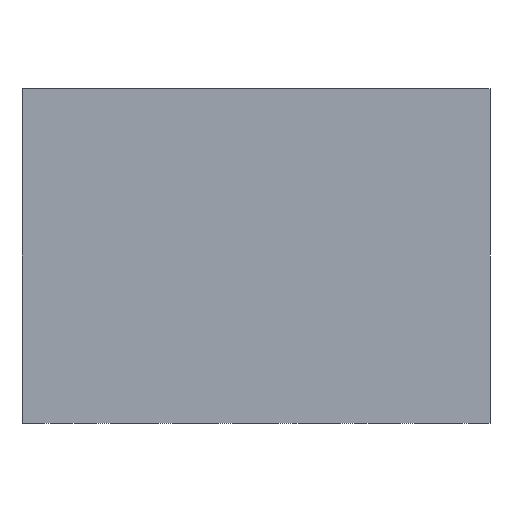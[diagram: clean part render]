
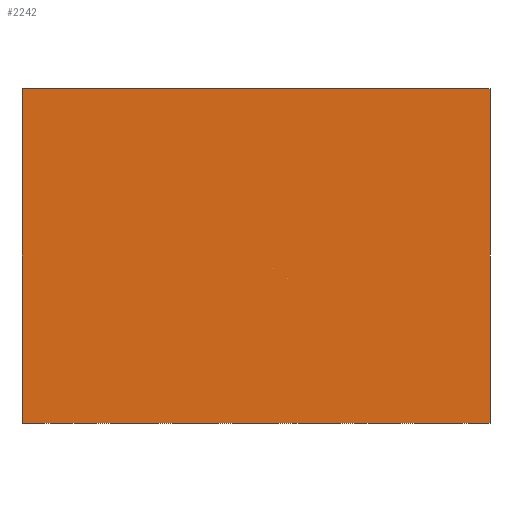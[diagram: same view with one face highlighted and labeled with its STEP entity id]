
A CAD part, left-side view. The second image highlights one B-rep face of the part: STEP entity #2242.
In plain terms, the highlighted planar face has unit normal (-1, 0, 0).
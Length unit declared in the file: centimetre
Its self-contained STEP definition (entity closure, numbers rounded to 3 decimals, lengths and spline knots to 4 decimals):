
#2242=ADVANCED_FACE('',(#2760),#9306,.T.);
#2760=FACE_OUTER_BOUND('',#3278,.T.);
#3278=EDGE_LOOP('',(#4047,#4048,#4049,#4050));
#4047=ORIENTED_EDGE('',*,*,#6636,.T.);
#4048=ORIENTED_EDGE('',*,*,#6638,.T.);
#4049=ORIENTED_EDGE('',*,*,#6640,.T.);
#4050=ORIENTED_EDGE('',*,*,#6642,.T.);
#6636=EDGE_CURVE('',#8437,#8438,#7938,.T.);
#6638=EDGE_CURVE('',#8438,#8439,#7940,.T.);
#6640=EDGE_CURVE('',#8439,#8440,#7942,.T.);
#6642=EDGE_CURVE('',#8440,#8437,#7944,.T.);
#7938=B_SPLINE_CURVE_WITH_KNOTS('',1,(#12807,#12808),.UNSPECIFIED.,.F.,
 .F.,(2,2),(0.,15.54),.UNSPECIFIED.);
#7940=B_SPLINE_CURVE_WITH_KNOTS('',1,(#12811,#12812),.UNSPECIFIED.,.F.,
 .F.,(2,2),(0.,11.1),.UNSPECIFIED.);
#7942=B_SPLINE_CURVE_WITH_KNOTS('',1,(#12815,#12816),.UNSPECIFIED.,.F.,
 .F.,(2,2),(-15.54,0.),.UNSPECIFIED.);
#7944=B_SPLINE_CURVE_WITH_KNOTS('',1,(#12819,#12820),.UNSPECIFIED.,.F.,
 .F.,(2,2),(-11.1,0.),.UNSPECIFIED.);
#8437=VERTEX_POINT('',#12793);
#8438=VERTEX_POINT('',#12794);
#8439=VERTEX_POINT('',#12795);
#8440=VERTEX_POINT('',#12796);
#9306=PLANE('',#9546);
#9546=AXIS2_PLACEMENT_3D('',#12788,#10800,$);
#10800=DIRECTION('',(-1.,0.,0.));
#12788=CARTESIAN_POINT('',(-255.3331,315.3919,28.202));
#12793=CARTESIAN_POINT('',(-255.3331,315.3919,28.202));
#12794=CARTESIAN_POINT('',(-255.3331,330.9319,28.202));
#12795=CARTESIAN_POINT('',(-255.3331,330.9319,17.102));
#12796=CARTESIAN_POINT('',(-255.3331,315.3919,17.102));
#12807=CARTESIAN_POINT('',(-255.3331,315.3919,28.202));
#12808=CARTESIAN_POINT('',(-255.3331,330.9319,28.202));
#12811=CARTESIAN_POINT('',(-255.3331,330.9319,28.202));
#12812=CARTESIAN_POINT('',(-255.3331,330.9319,17.102));
#12815=CARTESIAN_POINT('',(-255.3331,330.9319,17.102));
#12816=CARTESIAN_POINT('',(-255.3331,315.3919,17.102));
#12819=CARTESIAN_POINT('',(-255.3331,315.3919,17.102));
#12820=CARTESIAN_POINT('',(-255.3331,315.3919,28.202));
